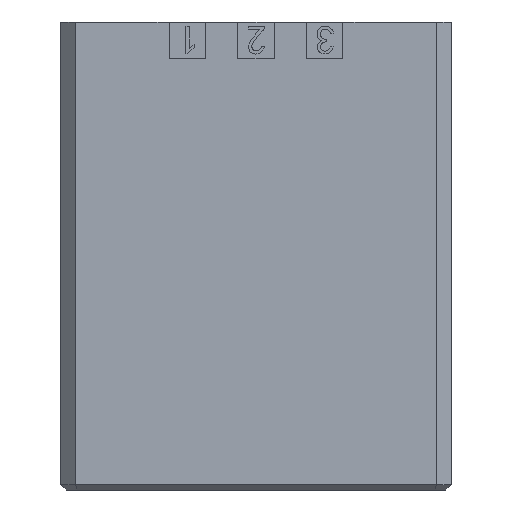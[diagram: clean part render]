
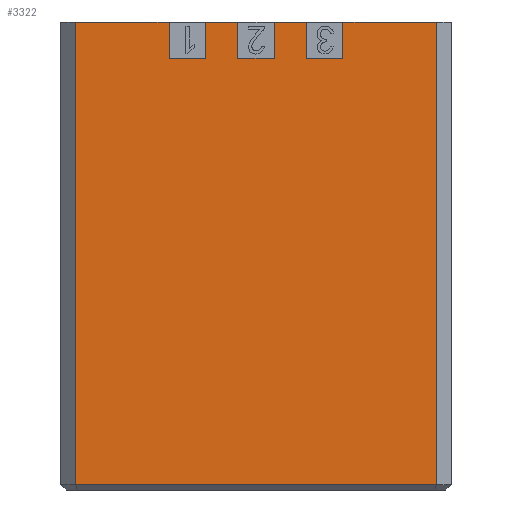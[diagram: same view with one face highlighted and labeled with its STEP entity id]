
A CAD part, front view. The second image highlights one B-rep face of the part: STEP entity #3322.
In plain terms, the highlighted planar face has unit normal (0, -1, 0).
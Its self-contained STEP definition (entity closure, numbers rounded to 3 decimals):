
#2865=CARTESIAN_POINT('',(13.82,-8.485,9.51));
#2866=VERTEX_POINT('',#2865);
#2873=CARTESIAN_POINT('',(13.82,-8.485,-16.1));
#2874=VERTEX_POINT('',#2873);
#2875=CARTESIAN_POINT('',(13.82,-8.485,9.51));
#2876=DIRECTION('',(0.,0.,-1.));
#2877=VECTOR('',#2876,25.61);
#2878=LINE('',#2875,#2877);
#2879=EDGE_CURVE('',#2866,#2874,#2878,.T.);
#2896=CARTESIAN_POINT('',(-6.2,-8.485,9.51));
#2897=VERTEX_POINT('',#2896);
#2914=CARTESIAN_POINT('',(-6.2,-8.485,-16.1));
#2915=VERTEX_POINT('',#2914);
#2922=CARTESIAN_POINT('',(-6.2,-8.485,-16.1));
#2923=DIRECTION('',(0.,0.,1.));
#2924=VECTOR('',#2923,25.61);
#2925=LINE('',#2922,#2924);
#2926=EDGE_CURVE('',#2915,#2897,#2925,.T.);
#3184=CARTESIAN_POINT('',(13.82,-8.485,-16.1));
#3185=DIRECTION('',(-1.,0.,0.));
#3186=VECTOR('',#3185,20.02);
#3187=LINE('',#3184,#3186);
#3188=EDGE_CURVE('',#2874,#2915,#3187,.T.);
#3210=CARTESIAN_POINT('',(3.81,-8.485,-3.445));
#3211=DIRECTION('',(1.,0.,0.));
#3212=DIRECTION('',(0.,-1.,0.));
#3213=AXIS2_PLACEMENT_3D('',#3210,#3212,#3211);
#3214=PLANE('',#3213);
#3215=CARTESIAN_POINT('',(8.62,-8.485,9.51));
#3216=VERTEX_POINT('',#3215);
#3217=CARTESIAN_POINT('',(13.82,-8.485,9.51));
#3218=DIRECTION('',(-1.,0.,0.));
#3219=VECTOR('',#3218,5.2);
#3220=LINE('',#3217,#3219);
#3221=EDGE_CURVE('',#2866,#3216,#3220,.T.);
#3222=ORIENTED_EDGE('',*,*,#3221,.T.);
#3223=CARTESIAN_POINT('',(8.62,-8.485,7.51));
#3224=VERTEX_POINT('',#3223);
#3225=CARTESIAN_POINT('',(8.62,-8.485,9.51));
#3226=DIRECTION('',(0.,0.,-1.));
#3227=VECTOR('',#3226,2.);
#3228=LINE('',#3225,#3227);
#3229=EDGE_CURVE('',#3216,#3224,#3228,.T.);
#3230=ORIENTED_EDGE('',*,*,#3229,.T.);
#3231=CARTESIAN_POINT('',(6.62,-8.485,7.51));
#3232=VERTEX_POINT('',#3231);
#3233=CARTESIAN_POINT('',(8.62,-8.485,7.51));
#3234=DIRECTION('',(-1.,0.,0.));
#3235=VECTOR('',#3234,2.);
#3236=LINE('',#3233,#3235);
#3237=EDGE_CURVE('',#3224,#3232,#3236,.T.);
#3238=ORIENTED_EDGE('',*,*,#3237,.T.);
#3239=CARTESIAN_POINT('',(6.62,-8.485,9.51));
#3240=VERTEX_POINT('',#3239);
#3241=CARTESIAN_POINT('',(6.62,-8.485,7.51));
#3242=DIRECTION('',(0.,0.,1.));
#3243=VECTOR('',#3242,2.);
#3244=LINE('',#3241,#3243);
#3245=EDGE_CURVE('',#3232,#3240,#3244,.T.);
#3246=ORIENTED_EDGE('',*,*,#3245,.T.);
#3247=CARTESIAN_POINT('',(4.81,-8.485,9.51));
#3248=VERTEX_POINT('',#3247);
#3249=CARTESIAN_POINT('',(6.62,-8.485,9.51));
#3250=DIRECTION('',(-1.,0.,0.));
#3251=VECTOR('',#3250,1.81);
#3252=LINE('',#3249,#3251);
#3253=EDGE_CURVE('',#3240,#3248,#3252,.T.);
#3254=ORIENTED_EDGE('',*,*,#3253,.T.);
#3255=CARTESIAN_POINT('',(4.81,-8.485,7.51));
#3256=VERTEX_POINT('',#3255);
#3257=CARTESIAN_POINT('',(4.81,-8.485,9.51));
#3258=DIRECTION('',(0.,0.,-1.));
#3259=VECTOR('',#3258,2.);
#3260=LINE('',#3257,#3259);
#3261=EDGE_CURVE('',#3248,#3256,#3260,.T.);
#3262=ORIENTED_EDGE('',*,*,#3261,.T.);
#3263=CARTESIAN_POINT('',(2.81,-8.485,7.51));
#3264=VERTEX_POINT('',#3263);
#3265=CARTESIAN_POINT('',(4.81,-8.485,7.51));
#3266=DIRECTION('',(-1.,0.,0.));
#3267=VECTOR('',#3266,2.);
#3268=LINE('',#3265,#3267);
#3269=EDGE_CURVE('',#3256,#3264,#3268,.T.);
#3270=ORIENTED_EDGE('',*,*,#3269,.T.);
#3271=CARTESIAN_POINT('',(2.81,-8.485,9.51));
#3272=VERTEX_POINT('',#3271);
#3273=CARTESIAN_POINT('',(2.81,-8.485,7.51));
#3274=DIRECTION('',(0.,0.,1.));
#3275=VECTOR('',#3274,2.);
#3276=LINE('',#3273,#3275);
#3277=EDGE_CURVE('',#3264,#3272,#3276,.T.);
#3278=ORIENTED_EDGE('',*,*,#3277,.T.);
#3279=CARTESIAN_POINT('',(1.,-8.485,9.51));
#3280=VERTEX_POINT('',#3279);
#3281=CARTESIAN_POINT('',(2.81,-8.485,9.51));
#3282=DIRECTION('',(-1.,0.,0.));
#3283=VECTOR('',#3282,1.81);
#3284=LINE('',#3281,#3283);
#3285=EDGE_CURVE('',#3272,#3280,#3284,.T.);
#3286=ORIENTED_EDGE('',*,*,#3285,.T.);
#3287=CARTESIAN_POINT('',(1.,-8.485,7.51));
#3288=VERTEX_POINT('',#3287);
#3289=CARTESIAN_POINT('',(1.,-8.485,9.51));
#3290=DIRECTION('',(0.,0.,-1.));
#3291=VECTOR('',#3290,2.);
#3292=LINE('',#3289,#3291);
#3293=EDGE_CURVE('',#3280,#3288,#3292,.T.);
#3294=ORIENTED_EDGE('',*,*,#3293,.T.);
#3295=CARTESIAN_POINT('',(-1.,-8.485,7.51));
#3296=VERTEX_POINT('',#3295);
#3297=CARTESIAN_POINT('',(1.,-8.485,7.51));
#3298=DIRECTION('',(-1.,0.,0.));
#3299=VECTOR('',#3298,2.);
#3300=LINE('',#3297,#3299);
#3301=EDGE_CURVE('',#3288,#3296,#3300,.T.);
#3302=ORIENTED_EDGE('',*,*,#3301,.T.);
#3303=CARTESIAN_POINT('',(-1.,-8.485,9.51));
#3304=VERTEX_POINT('',#3303);
#3305=CARTESIAN_POINT('',(-1.,-8.485,7.51));
#3306=DIRECTION('',(0.,0.,1.));
#3307=VECTOR('',#3306,2.);
#3308=LINE('',#3305,#3307);
#3309=EDGE_CURVE('',#3296,#3304,#3308,.T.);
#3310=ORIENTED_EDGE('',*,*,#3309,.T.);
#3311=CARTESIAN_POINT('',(-1.,-8.485,9.51));
#3312=DIRECTION('',(-1.,0.,0.));
#3313=VECTOR('',#3312,5.2);
#3314=LINE('',#3311,#3313);
#3315=EDGE_CURVE('',#3304,#2897,#3314,.T.);
#3316=ORIENTED_EDGE('',*,*,#3315,.T.);
#3317=ORIENTED_EDGE('',*,*,#2926,.F.);
#3318=ORIENTED_EDGE('',*,*,#3188,.F.);
#3319=ORIENTED_EDGE('',*,*,#2879,.F.);
#3320=EDGE_LOOP('',(#3222,#3230,#3238,#3246,#3254,#3262,#3270,#3278,#3286,#3294,#3302,#3310,#3316,#3317,#3318,#3319));
#3321=FACE_OUTER_BOUND('',#3320,.T.);
#3322=ADVANCED_FACE('',(#3321),#3214,.T.);
